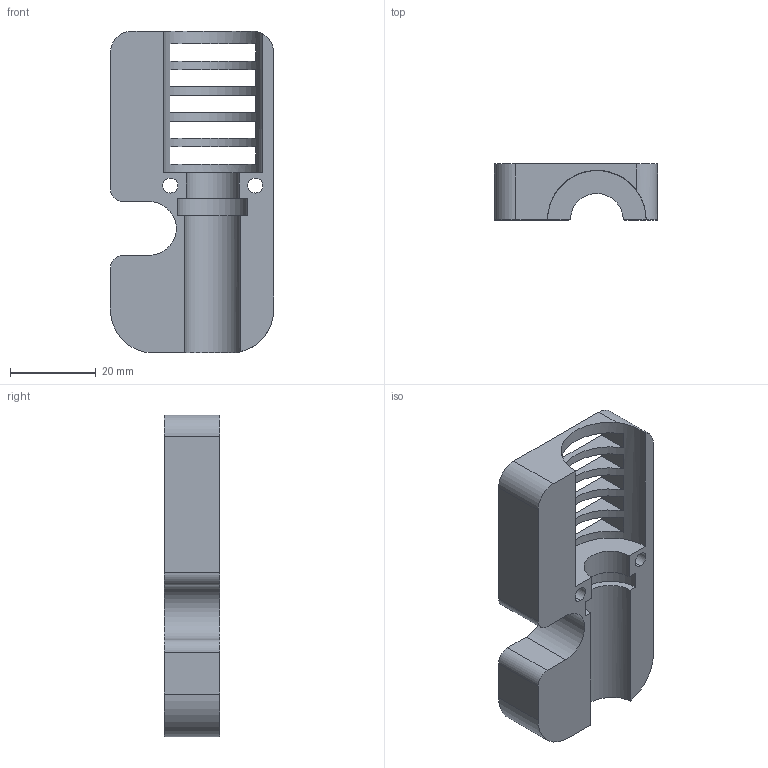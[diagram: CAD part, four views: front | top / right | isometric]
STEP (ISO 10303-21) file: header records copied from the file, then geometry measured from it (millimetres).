
FILE_DESCRIPTION (( 'STEP AP203' ), '1' );
FILE_NAME ('e3d盓殤2.step', '2020-08-13T07:31:04', ( '' ), ( '' ), 'SwSTEP 2.0', 'SolidWorks 2018', '' );
FILE_SCHEMA (( 'CONFIG_CONTROL_DESIGN' ));
Length unit declared in the file: millimetre
Products named in the file (1): e3d盓殤2
Bounding box: 38 x 13 x 75 mm (x, y, z)
Volume: 22749.3 mm3; surface area: 9298.6 mm2
Topology: 1 solids, 1 shells, 48 faces, 138 edges, 92 vertices
Faces by surface type: plane 33, cylinder 15
Entity records: 1703 total; most frequent: CARTESIAN_POINT 299, ORIENTED_EDGE 276, DIRECTION 274, EDGE_CURVE 138, VECTOR 96, LINE 96, VERTEX_POINT 92, AXIS2_PLACEMENT_3D 89
